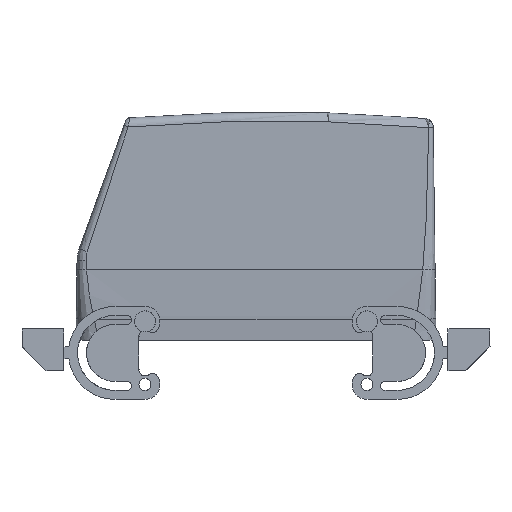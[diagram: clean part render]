
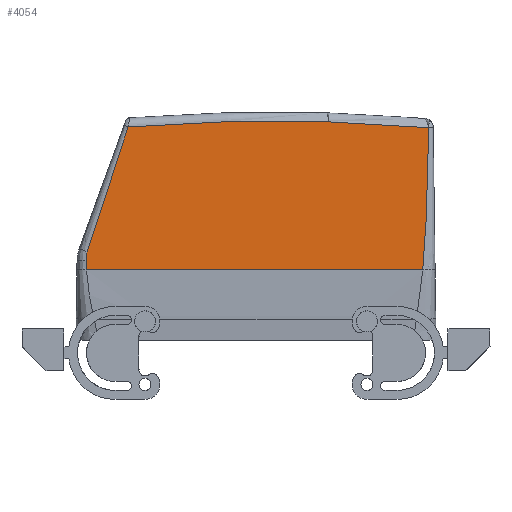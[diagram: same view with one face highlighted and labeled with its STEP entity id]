
A CAD part, left-side view. The second image highlights one B-rep face of the part: STEP entity #4054.
In plain terms, the highlighted planar face has unit normal (-1, 0, 0).
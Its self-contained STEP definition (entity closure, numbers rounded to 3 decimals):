
#4004=AXIS2_PLACEMENT_3D('Plane Axis2P3D',#4001,#4002,#4003) ;
#4008=AXIS2_PLACEMENT_3D('Circle Axis2P3D',#4006,#4007,$) ;
#2245=CARTESIAN_POINT('Vertex',(5.75,22.416,43.138)) ;
#2284=CARTESIAN_POINT('Line Origine',(5.75,77.368,43.138)) ;
#2288=CARTESIAN_POINT('Vertex',(5.75,134.502,43.138)) ;
#2788=CARTESIAN_POINT('Control Point',(5.75,134.653,46.261)) ;
#2789=CARTESIAN_POINT('Control Point',(5.75,134.628,45.637)) ;
#2790=CARTESIAN_POINT('Control Point',(5.75,134.602,45.012)) ;
#2791=CARTESIAN_POINT('Control Point',(5.75,134.573,44.388)) ;
#2792=CARTESIAN_POINT('Control Point',(5.75,134.54,43.764)) ;
#2793=CARTESIAN_POINT('Control Point',(5.75,134.502,43.138)) ;
#2794=CARTESIAN_POINT('Vertex',(5.75,134.653,46.261)) ;
#3608=CARTESIAN_POINT('Vertex',(5.75,20.422,90.568)) ;
#3898=CARTESIAN_POINT('Control Point',(5.75,20.422,90.568)) ;
#3899=CARTESIAN_POINT('Control Point',(5.75,20.424,90.45)) ;
#3900=CARTESIAN_POINT('Control Point',(5.75,20.426,90.325)) ;
#3901=CARTESIAN_POINT('Control Point',(5.75,20.43,90.067)) ;
#3902=CARTESIAN_POINT('Control Point',(5.75,20.435,89.8)) ;
#3903=CARTESIAN_POINT('Control Point',(5.75,20.439,89.532)) ;
#3904=CARTESIAN_POINT('Control Point',(5.75,20.442,89.383)) ;
#3905=CARTESIAN_POINT('Control Point',(5.75,20.449,88.935)) ;
#3906=CARTESIAN_POINT('Control Point',(5.75,20.457,88.488)) ;
#3907=CARTESIAN_POINT('Control Point',(5.75,20.462,88.189)) ;
#3908=CARTESIAN_POINT('Control Point',(5.75,20.477,87.294)) ;
#3909=CARTESIAN_POINT('Control Point',(5.75,20.494,86.399)) ;
#3910=CARTESIAN_POINT('Control Point',(5.75,20.505,85.802)) ;
#3911=CARTESIAN_POINT('Control Point',(5.75,20.539,84.012)) ;
#3912=CARTESIAN_POINT('Control Point',(5.75,20.577,82.223)) ;
#3913=CARTESIAN_POINT('Control Point',(5.75,20.603,81.03)) ;
#3914=CARTESIAN_POINT('Control Point',(5.75,20.683,77.653)) ;
#3915=CARTESIAN_POINT('Control Point',(5.75,20.774,74.277)) ;
#3916=CARTESIAN_POINT('Control Point',(5.75,20.838,72.094)) ;
#3917=CARTESIAN_POINT('Control Point',(5.75,20.974,67.729)) ;
#3918=CARTESIAN_POINT('Control Point',(5.75,21.131,63.365)) ;
#3919=CARTESIAN_POINT('Control Point',(5.75,21.215,61.183)) ;
#3920=CARTESIAN_POINT('Control Point',(5.75,21.35,58.004)) ;
#3921=CARTESIAN_POINT('Control Point',(5.75,21.512,54.825)) ;
#3922=CARTESIAN_POINT('Control Point',(5.75,21.566,53.846)) ;
#3923=CARTESIAN_POINT('Control Point',(5.75,21.727,51.105)) ;
#3924=CARTESIAN_POINT('Control Point',(5.75,21.927,48.364)) ;
#3925=CARTESIAN_POINT('Control Point',(5.75,22.072,46.622)) ;
#3926=CARTESIAN_POINT('Control Point',(5.75,22.236,44.88)) ;
#3927=CARTESIAN_POINT('Control Point',(5.75,22.416,43.138)) ;
#4001=CARTESIAN_POINT('Axis2P3D Location',(5.75,-83.926,-33.63)) ;
#4006=CARTESIAN_POINT('Axis2P3D Location',(5.75,72.,-504.2)) ;
#4010=CARTESIAN_POINT('Vertex',(5.75,120.578,90.82)) ;
#4014=CARTESIAN_POINT('Control Point',(5.75,120.578,90.82)) ;
#4015=CARTESIAN_POINT('Control Point',(5.75,120.614,90.717)) ;
#4016=CARTESIAN_POINT('Control Point',(5.75,120.65,90.614)) ;
#4017=CARTESIAN_POINT('Control Point',(5.75,120.685,90.511)) ;
#4018=CARTESIAN_POINT('Control Point',(5.75,120.757,90.304)) ;
#4019=CARTESIAN_POINT('Control Point',(5.75,120.829,90.097)) ;
#4020=CARTESIAN_POINT('Control Point',(5.75,120.865,89.993)) ;
#4021=CARTESIAN_POINT('Control Point',(5.75,121.402,88.442)) ;
#4022=CARTESIAN_POINT('Control Point',(5.75,121.938,86.889)) ;
#4023=CARTESIAN_POINT('Control Point',(5.75,122.436,85.439)) ;
#4024=CARTESIAN_POINT('Control Point',(5.75,123.501,82.326)) ;
#4025=CARTESIAN_POINT('Control Point',(5.75,124.557,79.207)) ;
#4026=CARTESIAN_POINT('Control Point',(5.75,125.11,77.564)) ;
#4027=CARTESIAN_POINT('Control Point',(5.75,127.179,71.382)) ;
#4028=CARTESIAN_POINT('Control Point',(5.75,129.207,65.203)) ;
#4029=CARTESIAN_POINT('Control Point',(5.75,130.671,60.694)) ;
#4030=CARTESIAN_POINT('Control Point',(5.75,132.285,55.696)) ;
#4031=CARTESIAN_POINT('Control Point',(5.75,133.861,50.691)) ;
#4032=CARTESIAN_POINT('Control Point',(5.75,134.007,50.224)) ;
#4033=CARTESIAN_POINT('Control Point',(5.75,134.153,49.757)) ;
#4034=CARTESIAN_POINT('Control Point',(5.75,134.299,49.289)) ;
#4035=CARTESIAN_POINT('Vertex',(5.75,134.299,49.289)) ;
#4039=CARTESIAN_POINT('Control Point',(5.75,134.299,49.289)) ;
#4040=CARTESIAN_POINT('Control Point',(5.75,134.474,48.7)) ;
#4041=CARTESIAN_POINT('Control Point',(5.75,134.599,48.095)) ;
#4042=CARTESIAN_POINT('Control Point',(5.75,134.671,47.483)) ;
#4043=CARTESIAN_POINT('Control Point',(5.75,134.689,46.869)) ;
#4044=CARTESIAN_POINT('Control Point',(5.75,134.653,46.261)) ;
#2285=DIRECTION('Vector Direction',(0.,-1.,0.)) ;
#4002=DIRECTION('Axis2P3D Direction',(-1.,0.,0.)) ;
#4003=DIRECTION('Axis2P3D XDirection',(0.,-0.317,0.949)) ;
#4007=DIRECTION('Axis2P3D Direction',(-1.,0.,0.)) ;
#2286=VECTOR('Line Direction',#2285,1.) ;
#4047=ORIENTED_EDGE('',*,*,#4012,.T.) ;
#4048=ORIENTED_EDGE('',*,*,#4037,.F.) ;
#4049=ORIENTED_EDGE('',*,*,#4045,.F.) ;
#4050=ORIENTED_EDGE('',*,*,#2796,.F.) ;
#4051=ORIENTED_EDGE('',*,*,#2290,.T.) ;
#4052=ORIENTED_EDGE('',*,*,#3928,.T.) ;
#4054=ADVANCED_FACE('Hood',(#4053),#4005,.T.) ;
#2787=B_SPLINE_CURVE_WITH_KNOTS('',5,(#2788,#2789,#2790,#2791,#2792,#2793),.UNSPECIFIED.,.F.,.U.,(6,6),(86.846,89.97),.UNSPECIFIED.) ;
#3897=B_SPLINE_CURVE_WITH_KNOTS('',5,(#3898,#3899,#3900,#3901,#3902,#3903,#3904,#3905,#3906,#3907,#3908,#3909,#3910,#3911,#3912,#3913,#3914,#3915,#3916,#3917,#3918,#3919,#3920,#3921,#3922,#3923,#3924,#3925,#3926,#3927),.UNSPECIFIED.,.F.,.U.,(6,3,3,3,3,3,3,3,3,6),(7.76,8.352,9.098,10.592,13.579,19.553,30.498,41.443,46.451,55.207),.UNSPECIFIED.) ;
#4013=B_SPLINE_CURVE_WITH_KNOTS('',5,(#4014,#4015,#4016,#4017,#4018,#4019,#4020,#4021,#4022,#4023,#4024,#4025,#4026,#4027,#4028,#4029,#4030,#4031,#4032,#4033,#4034),.UNSPECIFIED.,.F.,.U.,(6,3,3,3,3,3,6),(0.,0.774,1.548,12.38,24.795,58.432,61.892),.UNSPECIFIED.) ;
#4038=B_SPLINE_CURVE_WITH_KNOTS('',5,(#4039,#4040,#4041,#4042,#4043,#4044),.UNSPECIFIED.,.F.,.U.,(6,6),(0.,4.339),.UNSPECIFIED.) ;
#4009=CIRCLE('generated circle',#4008,597.) ;
#2290=EDGE_CURVE('',#2289,#2246,#2287,.T.) ;
#2796=EDGE_CURVE('',#2289,#2795,#2787,.F.) ;
#3928=EDGE_CURVE('',#2246,#3609,#3897,.F.) ;
#4012=EDGE_CURVE('',#3609,#4011,#4009,.T.) ;
#4037=EDGE_CURVE('',#4036,#4011,#4013,.F.) ;
#4045=EDGE_CURVE('',#2795,#4036,#4038,.F.) ;
#4046=EDGE_LOOP('',(#4047,#4048,#4049,#4050,#4051,#4052)) ;
#4053=FACE_OUTER_BOUND('',#4046,.T.) ;
#2287=LINE('Line',#2284,#2286) ;
#4005=PLANE('',#4004) ;
#2246=VERTEX_POINT('',#2245) ;
#2289=VERTEX_POINT('',#2288) ;
#2795=VERTEX_POINT('',#2794) ;
#3609=VERTEX_POINT('',#3608) ;
#4011=VERTEX_POINT('',#4010) ;
#4036=VERTEX_POINT('',#4035) ;
